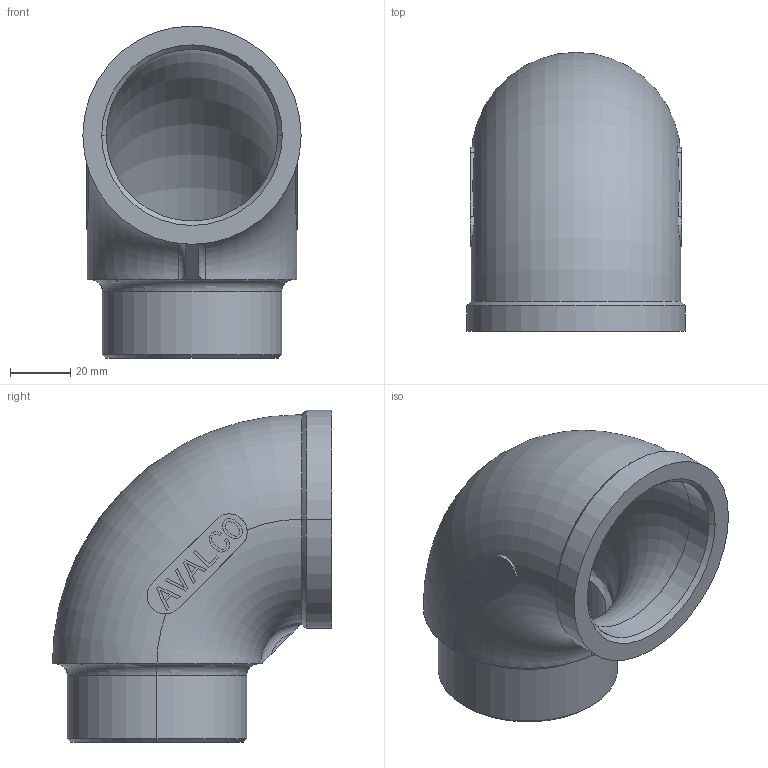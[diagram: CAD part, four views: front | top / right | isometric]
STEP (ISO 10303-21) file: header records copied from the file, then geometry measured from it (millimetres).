
FILE_DESCRIPTION(( 'RX.22.200.200.stp' ), '1');
FILE_NAME( 'RX.22.200.200.stp', '2018-10-10T14:48:57',( 'Sopra'),('sopra-pneumatic.com'), 'SwSTEP 2.0','SolidWorks 2009','' );
FILE_SCHEMA(('CONFIG_CONTROL_DESIGN'));
Length unit declared in the file: millimetre
Products named in the file (1): DS020-R200G200
Bounding box: 72.5 x 92.75 x 110.25 mm (x, y, z)
Volume: 128096.5 mm3; surface area: 46339.9 mm2
Topology: 1 solids, 1 shells, 269 faces, 729 edges, 481 vertices
Faces by surface type: plane 238, cylinder 12, torus 9, cone 6, bspline 4
Entity records: 8509 total; most frequent: CARTESIAN_POINT 1946, ORIENTED_EDGE 1458, DIRECTION 1132, EDGE_CURVE 729, VECTOR 651, LINE 651, VERTEX_POINT 481, EDGE_LOOP 290
